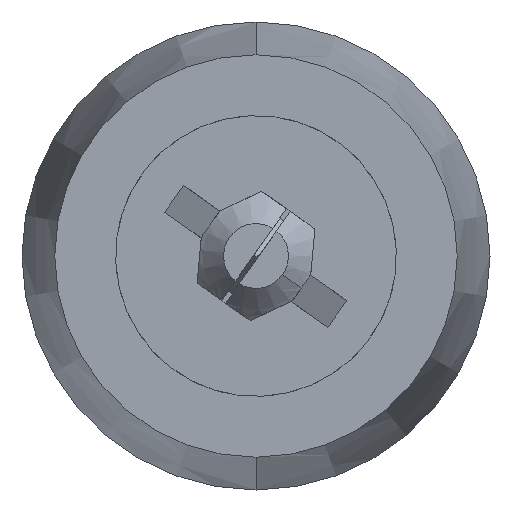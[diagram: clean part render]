
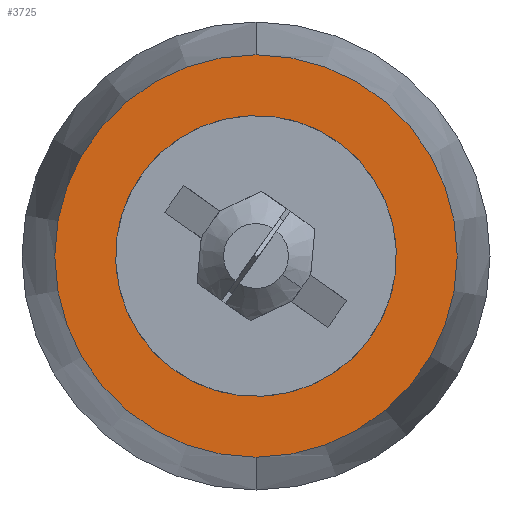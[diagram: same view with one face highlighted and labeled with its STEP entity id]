
A CAD part, front view. The second image highlights one B-rep face of the part: STEP entity #3725.
In plain terms, the highlighted planar face has unit normal (0, -1, 0).
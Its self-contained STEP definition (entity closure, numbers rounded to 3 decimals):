
#143 = AXIS2_PLACEMENT_3D ( 'NONE', #3940, #877, #233 ) ;
#233 = DIRECTION ( 'NONE',  ( 0., 0., -1. ) ) ;
#325 = VERTEX_POINT ( 'NONE', #388 ) ;
#367 = FACE_OUTER_BOUND ( 'NONE', #3802, .T. ) ;
#388 = CARTESIAN_POINT ( 'NONE',  ( -2.321, 25.727, 46.29 ) ) ;
#877 = DIRECTION ( 'NONE',  ( 0., -1., 0. ) ) ;
#996 = CARTESIAN_POINT ( 'NONE',  ( 7.829, 25.727, 36.14 ) ) ;
#1001 = DIRECTION ( 'NONE',  ( 0., 0., -1. ) ) ;
#1018 = DIRECTION ( 'NONE',  ( 0., -1., 0. ) ) ;
#1101 = DIRECTION ( 'NONE',  ( 0., 0., -1. ) ) ;
#1285 = EDGE_CURVE ( 'NONE', #2947, #325, #2468, .T. ) ;
#1396 = DIRECTION ( 'NONE',  ( 0., -1., 0. ) ) ;
#1407 = CARTESIAN_POINT ( 'NONE',  ( -2.321, 25.727, 36.14 ) ) ;
#1426 = DIRECTION ( 'NONE',  ( 0., -1., 0. ) ) ;
#1441 = DIRECTION ( 'NONE',  ( 0., 0., -1. ) ) ;
#1572 = VERTEX_POINT ( 'NONE', #2246 ) ;
#1600 = AXIS2_PLACEMENT_3D ( 'NONE', #3194, #1018, #1001 ) ;
#1658 = EDGE_LOOP ( 'NONE', ( #3448, #1860 ) ) ;
#1723 = CARTESIAN_POINT ( 'NONE',  ( -2.321, 25.727, 25.99 ) ) ;
#1814 = ORIENTED_EDGE ( 'NONE', *, *, #2865, .T. ) ;
#1860 = ORIENTED_EDGE ( 'NONE', *, *, #2759, .F. ) ;
#1929 = VERTEX_POINT ( 'NONE', #3382 ) ;
#2246 = CARTESIAN_POINT ( 'NONE',  ( -2.321, 25.727, 14.64 ) ) ;
#2257 = CIRCLE ( 'NONE', #3224, 21.5 ) ;
#2416 = AXIS2_PLACEMENT_3D ( 'NONE', #1407, #1396, #1101 ) ;
#2468 = CIRCLE ( 'NONE', #143, 10.15 ) ;
#2579 = DIRECTION ( 'NONE',  ( 0., -1., 0. ) ) ;
#2759 = EDGE_CURVE ( 'NONE', #325, #2947, #3515, .T. ) ;
#2823 = CIRCLE ( 'NONE', #1600, 21.5 ) ;
#2865 = EDGE_CURVE ( 'NONE', #1929, #1572, #2823, .T. ) ;
#2947 = VERTEX_POINT ( 'NONE', #1723 ) ;
#3090 = EDGE_CURVE ( 'NONE', #1572, #1929, #2257, .T. ) ;
#3194 = CARTESIAN_POINT ( 'NONE',  ( -2.321, 25.727, 36.14 ) ) ;
#3224 = AXIS2_PLACEMENT_3D ( 'NONE', #3641, #1426, #1441 ) ;
#3338 = AXIS2_PLACEMENT_3D ( 'NONE', #996, #2579, #3810 ) ;
#3379 = FACE_BOUND ( 'NONE', #1658, .T. ) ;
#3382 = CARTESIAN_POINT ( 'NONE',  ( -2.321, 25.727, 57.64 ) ) ;
#3448 = ORIENTED_EDGE ( 'NONE', *, *, #1285, .F. ) ;
#3515 = CIRCLE ( 'NONE', #2416, 10.15 ) ;
#3641 = CARTESIAN_POINT ( 'NONE',  ( -2.321, 25.727, 36.14 ) ) ;
#3725 = ADVANCED_FACE ( 'NONE', ( #367, #3379 ), #4069, .T. ) ;
#3802 = EDGE_LOOP ( 'NONE', ( #1814, #3908 ) ) ;
#3810 = DIRECTION ( 'NONE',  ( 0., 0., -1. ) ) ;
#3908 = ORIENTED_EDGE ( 'NONE', *, *, #3090, .T. ) ;
#3940 = CARTESIAN_POINT ( 'NONE',  ( -2.321, 25.727, 36.14 ) ) ;
#4069 = PLANE ( 'NONE',  #3338 ) ;
